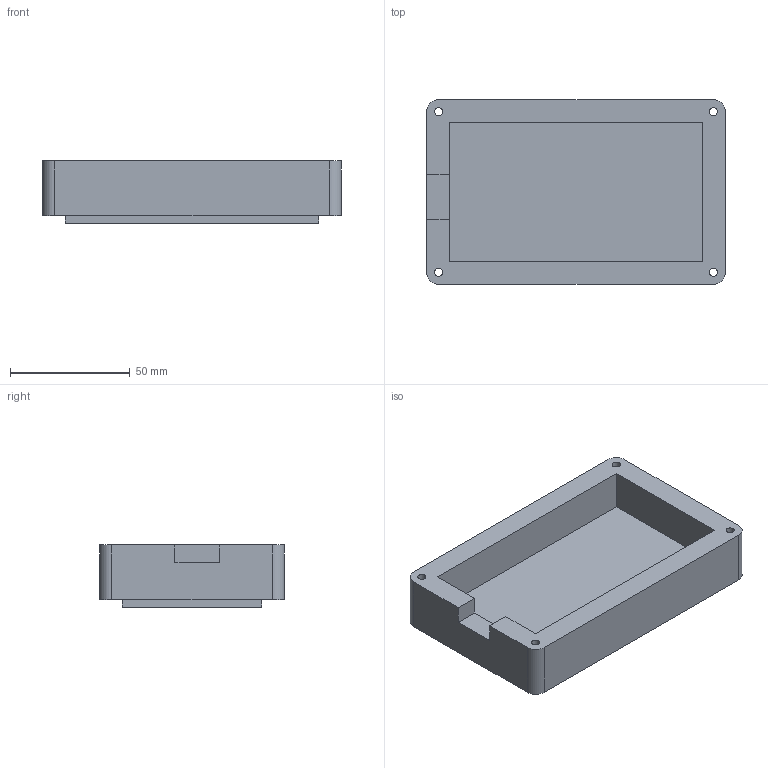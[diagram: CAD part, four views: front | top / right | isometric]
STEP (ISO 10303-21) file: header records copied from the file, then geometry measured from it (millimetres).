
FILE_DESCRIPTION(/* description */ (''),/* implementation_level */ '2;1');
FILE_NAME(/* name */ 'simple hackpad.step',/* time_stamp */ '2025-12-22T20:57:16+05:30',/* author */ (''),/* organization */ (''),/* preprocessor_version */ 'ST-DEVELOPER v20.1',/* originating_system */ 'Autodesk Translation Framework v14.21.0.0',/* authorisation */ '');
FILE_SCHEMA (('AUTOMOTIVE_DESIGN { 1 0 10303 214 3 1 1 }'));
Length unit declared in the file: millimetre
Products named in the file (1): 2025-12-17-15-34-26-545
Bounding box: 124.78 x 77.15 x 26 mm (x, y, z)
Volume: 132261.7 mm3; surface area: 35745.7 mm2
Topology: 1 solids, 1 shells, 309 faces, 843 edges, 562 vertices
Faces by surface type: plane 174, bspline 127, cylinder 8
Full cylindrical faces by diameter (mm): 3.4 x4
Entity records: 10892 total; most frequent: CARTESIAN_POINT 3874, ORIENTED_EDGE 1686, DIRECTION 971, EDGE_CURVE 843, LINE 573, VECTOR 573, VERTEX_POINT 562, EDGE_LOOP 343
